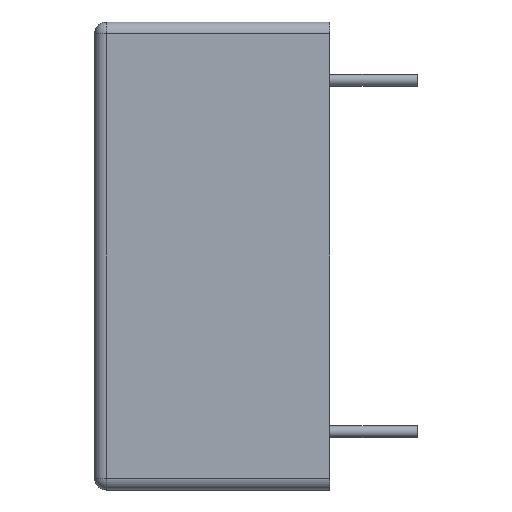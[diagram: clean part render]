
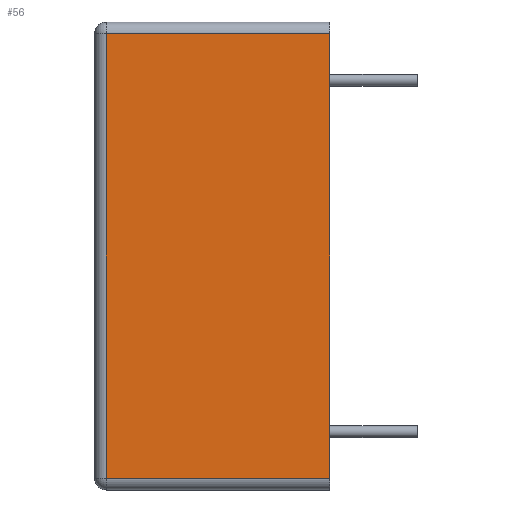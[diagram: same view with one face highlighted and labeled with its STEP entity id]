
A CAD part, left-side view. The second image highlights one B-rep face of the part: STEP entity #56.
In plain terms, the highlighted planar face has unit normal (-1, 0, 0).
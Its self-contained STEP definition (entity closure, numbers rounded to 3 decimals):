
#56 = ADVANCED_FACE ( 'NONE', ( #11007 ), #2707, .F. ) ;
#346 = CARTESIAN_POINT ( 'NONE',  ( -16., 0., -9.65 ) ) ;
#407 = ORIENTED_EDGE ( 'NONE', *, *, #8717, .T. ) ;
#628 = EDGE_LOOP ( 'NONE', ( #407, #2008, #9888, #4167 ) ) ;
#900 = DIRECTION ( 'NONE',  ( 0., 0., 1. ) ) ;
#912 = CARTESIAN_POINT ( 'NONE',  ( -16., 10.2, 9.65 ) ) ;
#1555 = VERTEX_POINT ( 'NONE', #14322 ) ;
#1606 = CARTESIAN_POINT ( 'NONE',  ( -16., 0., 9.65 ) ) ;
#2008 = ORIENTED_EDGE ( 'NONE', *, *, #13647, .T. ) ;
#2348 = AXIS2_PLACEMENT_3D ( 'NONE', #7219, #8426, #3890 ) ;
#2673 = VERTEX_POINT ( 'NONE', #1606 ) ;
#2707 = PLANE ( 'NONE',  #2348 ) ;
#2917 = VECTOR ( 'NONE', #14639, 1000. ) ;
#3101 = LINE ( 'NONE', #6224, #2917 ) ;
#3816 = LINE ( 'NONE', #912, #14180 ) ;
#3890 = DIRECTION ( 'NONE',  ( 0., 0., -1. ) ) ;
#4167 = ORIENTED_EDGE ( 'NONE', *, *, #7115, .T. ) ;
#5725 = DIRECTION ( 'NONE',  ( 0., 0., -1. ) ) ;
#6224 = CARTESIAN_POINT ( 'NONE',  ( -16., 10.2, -9.65 ) ) ;
#6535 = VERTEX_POINT ( 'NONE', #346 ) ;
#6737 = VECTOR ( 'NONE', #900, 1000. ) ;
#7115 = EDGE_CURVE ( 'NONE', #2673, #14372, #3816, .T. ) ;
#7219 = CARTESIAN_POINT ( 'NONE',  ( -16., 10.2, -10.15 ) ) ;
#8352 = DIRECTION ( 'NONE',  ( 0., 1., 0. ) ) ;
#8426 = DIRECTION ( 'NONE',  ( 1., 0., 0. ) ) ;
#8717 = EDGE_CURVE ( 'NONE', #14372, #1555, #13915, .T. ) ;
#9529 = LINE ( 'NONE', #15186, #6737 ) ;
#9888 = ORIENTED_EDGE ( 'NONE', *, *, #14904, .T. ) ;
#10773 = VECTOR ( 'NONE', #5725, 1000. ) ;
#11007 = FACE_OUTER_BOUND ( 'NONE', #628, .T. ) ;
#11612 = CARTESIAN_POINT ( 'NONE',  ( -16., 9.7, -10.15 ) ) ;
#13647 = EDGE_CURVE ( 'NONE', #1555, #6535, #3101, .T. ) ;
#13915 = LINE ( 'NONE', #11612, #10773 ) ;
#14180 = VECTOR ( 'NONE', #8352, 1000. ) ;
#14322 = CARTESIAN_POINT ( 'NONE',  ( -16., 9.7, -9.65 ) ) ;
#14372 = VERTEX_POINT ( 'NONE', #15366 ) ;
#14639 = DIRECTION ( 'NONE',  ( 0., -1., 0. ) ) ;
#14904 = EDGE_CURVE ( 'NONE', #6535, #2673, #9529, .T. ) ;
#15186 = CARTESIAN_POINT ( 'NONE',  ( -16., 0., -10.15 ) ) ;
#15366 = CARTESIAN_POINT ( 'NONE',  ( -16., 9.7, 9.65 ) ) ;
